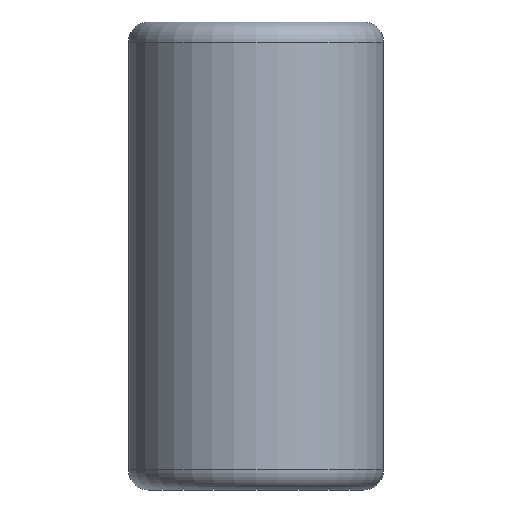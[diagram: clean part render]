
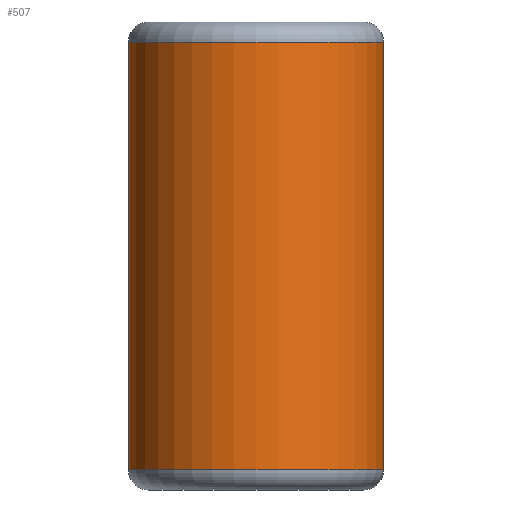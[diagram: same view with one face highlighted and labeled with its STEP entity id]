
A CAD part, front view. The second image highlights one B-rep face of the part: STEP entity #507.
In plain terms, the highlighted cylindrical face has radius 4.75 mm (diameter 9.5 mm), a partial arc.
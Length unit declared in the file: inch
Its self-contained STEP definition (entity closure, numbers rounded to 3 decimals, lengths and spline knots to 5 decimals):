
#107 = CARTESIAN_POINT ( 'NONE',  ( -0.062, -0.812, 0.3125 ) ) ;
#133 = DIRECTION ( 'NONE',  ( 0., 0., 1. ) ) ;
#183 = DIRECTION ( 'NONE',  ( 0., 0., 1. ) ) ;
#216 = CIRCLE ( 'NONE', #616, 0.187 ) ;
#259 = LINE ( 'NONE', #107, #1265 ) ;
#353 = CARTESIAN_POINT ( 'NONE',  ( 0.312, -0.812, 0.3125 ) ) ;
#424 = AXIS2_PLACEMENT_3D ( 'NONE', #1002, #183, #2397 ) ;
#487 = CYLINDRICAL_SURFACE ( 'NONE', #424, 0.187 ) ;
#507 = ADVANCED_FACE ( 'NONE', ( #1864 ), #487, .T. ) ;
#541 = ORIENTED_EDGE ( 'NONE', *, *, #1332, .T. ) ;
#563 = VERTEX_POINT ( 'NONE', #1198 ) ;
#608 = ORIENTED_EDGE ( 'NONE', *, *, #1362, .T. ) ;
#616 = AXIS2_PLACEMENT_3D ( 'NONE', #1343, #133, #1542 ) ;
#1002 = CARTESIAN_POINT ( 'NONE',  ( 0.125, -0.812, 0. ) ) ;
#1145 = CARTESIAN_POINT ( 'NONE',  ( 0.125, -0.812, 0.3125 ) ) ;
#1198 = CARTESIAN_POINT ( 'NONE',  ( -0.062, -0.812, 0.3125 ) ) ;
#1265 = VECTOR ( 'NONE', #2328, 39.37008 ) ;
#1329 = CARTESIAN_POINT ( 'NONE',  ( -0.062, -0.812, -0.3125 ) ) ;
#1332 = EDGE_CURVE ( 'NONE', #563, #1338, #259, .T. ) ;
#1335 = DIRECTION ( 'NONE',  ( 1., 0., 0. ) ) ;
#1338 = VERTEX_POINT ( 'NONE', #1329 ) ;
#1343 = CARTESIAN_POINT ( 'NONE',  ( 0.125, -0.812, -0.3125 ) ) ;
#1362 = EDGE_CURVE ( 'NONE', #1856, #2230, #1554, .T. ) ;
#1379 = EDGE_LOOP ( 'NONE', ( #1755, #608, #1974, #541 ) ) ;
#1389 = CIRCLE ( 'NONE', #1553, 0.187 ) ;
#1542 = DIRECTION ( 'NONE',  ( 1., 0., 0. ) ) ;
#1553 = AXIS2_PLACEMENT_3D ( 'NONE', #1145, #2554, #1335 ) ;
#1554 = LINE ( 'NONE', #1742, #2572 ) ;
#1742 = CARTESIAN_POINT ( 'NONE',  ( 0.312, -0.812, 0. ) ) ;
#1755 = ORIENTED_EDGE ( 'NONE', *, *, #2632, .T. ) ;
#1856 = VERTEX_POINT ( 'NONE', #2451 ) ;
#1864 = FACE_OUTER_BOUND ( 'NONE', #1379, .T. ) ;
#1957 = DIRECTION ( 'NONE',  ( 0., 0., 1. ) ) ;
#1974 = ORIENTED_EDGE ( 'NONE', *, *, #2171, .F. ) ;
#2171 = EDGE_CURVE ( 'NONE', #563, #2230, #1389, .T. ) ;
#2230 = VERTEX_POINT ( 'NONE', #353 ) ;
#2328 = DIRECTION ( 'NONE',  ( 0., 0., -1. ) ) ;
#2397 = DIRECTION ( 'NONE',  ( 1., 0., 0. ) ) ;
#2451 = CARTESIAN_POINT ( 'NONE',  ( 0.312, -0.812, -0.3125 ) ) ;
#2554 = DIRECTION ( 'NONE',  ( 0., 0., 1. ) ) ;
#2572 = VECTOR ( 'NONE', #1957, 39.37008 ) ;
#2632 = EDGE_CURVE ( 'NONE', #1338, #1856, #216, .T. ) ;
